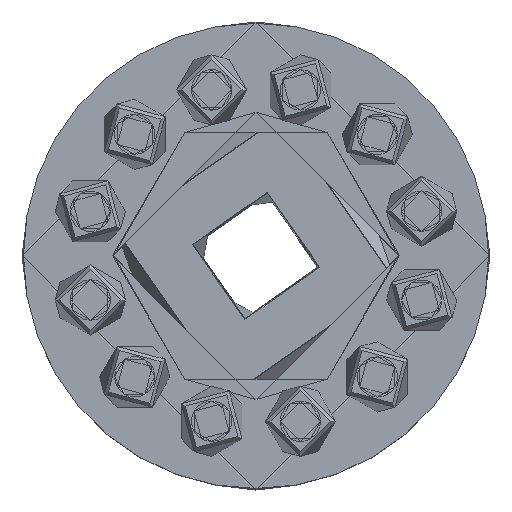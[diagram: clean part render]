
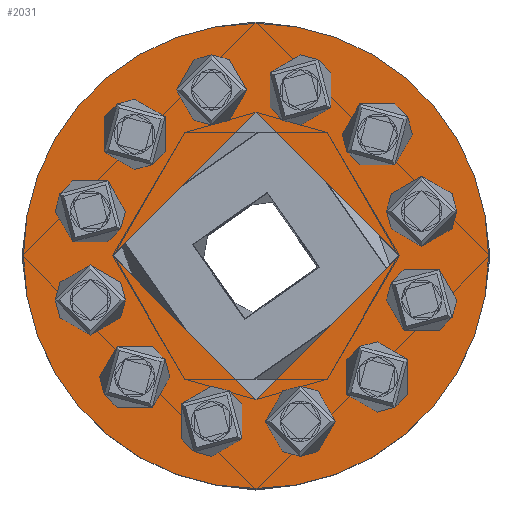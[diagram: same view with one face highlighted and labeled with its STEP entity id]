
A CAD part, top view. The second image highlights one B-rep face of the part: STEP entity #2031.
In plain terms, the highlighted face is planar.
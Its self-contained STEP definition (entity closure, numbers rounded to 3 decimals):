
#2031 = ADVANCED_FACE('',(#2032,#2043,#2054,#2065,#2076,#2087,#2098,
    #2109,#2120,#2131,#2142,#2153,#2164,#2175),#2186,.F.);
#2032 = FACE_BOUND('',#2033,.T.);
#2033 = EDGE_LOOP('',(#2034));
#2034 = ORIENTED_EDGE('',*,*,#2035,.T.);
#2035 = EDGE_CURVE('',#2036,#2036,#2038,.T.);
#2036 = VERTEX_POINT('',#2037);
#2037 = CARTESIAN_POINT('',(-108.002,-34.164,0.));
#2038 = CIRCLE('',#2039,19.5);
#2039 = AXIS2_PLACEMENT_3D('',#2040,#2041,#2042);
#2040 = CARTESIAN_POINT('',(-127.502,-34.164,0.));
#2041 = DIRECTION('',(0.,0.,1.));
#2042 = DIRECTION('',(1.,0.,-0.));
#2043 = FACE_BOUND('',#2044,.T.);
#2044 = EDGE_LOOP('',(#2045));
#2045 = ORIENTED_EDGE('',*,*,#2046,.T.);
#2046 = EDGE_CURVE('',#2047,#2047,#2049,.T.);
#2047 = VERTEX_POINT('',#2048);
#2048 = CARTESIAN_POINT('',(-108.002,34.164,0.));
#2049 = CIRCLE('',#2050,19.5);
#2050 = AXIS2_PLACEMENT_3D('',#2051,#2052,#2053);
#2051 = CARTESIAN_POINT('',(-127.502,34.164,0.));
#2052 = DIRECTION('',(0.,0.,1.));
#2053 = DIRECTION('',(1.,0.,-0.));
#2054 = FACE_BOUND('',#2055,.T.);
#2055 = EDGE_LOOP('',(#2056));
#2056 = ORIENTED_EDGE('',*,*,#2057,.T.);
#2057 = EDGE_CURVE('',#2058,#2058,#2060,.T.);
#2058 = VERTEX_POINT('',#2059);
#2059 = CARTESIAN_POINT('',(-73.838,93.338,0.));
#2060 = CIRCLE('',#2061,19.5);
#2061 = AXIS2_PLACEMENT_3D('',#2062,#2063,#2064);
#2062 = CARTESIAN_POINT('',(-93.338,93.338,0.));
#2063 = DIRECTION('',(0.,0.,1.));
#2064 = DIRECTION('',(1.,0.,-0.));
#2065 = FACE_BOUND('',#2066,.T.);
#2066 = EDGE_LOOP('',(#2067));
#2067 = ORIENTED_EDGE('',*,*,#2068,.T.);
#2068 = EDGE_CURVE('',#2069,#2069,#2071,.T.);
#2069 = VERTEX_POINT('',#2070);
#2070 = CARTESIAN_POINT('',(-14.664,127.502,0.));
#2071 = CIRCLE('',#2072,19.5);
#2072 = AXIS2_PLACEMENT_3D('',#2073,#2074,#2075);
#2073 = CARTESIAN_POINT('',(-34.164,127.502,0.));
#2074 = DIRECTION('',(0.,0.,1.));
#2075 = DIRECTION('',(1.,0.,-0.));
#2076 = FACE_BOUND('',#2077,.T.);
#2077 = EDGE_LOOP('',(#2078));
#2078 = ORIENTED_EDGE('',*,*,#2079,.T.);
#2079 = EDGE_CURVE('',#2080,#2080,#2082,.T.);
#2080 = VERTEX_POINT('',#2081);
#2081 = CARTESIAN_POINT('',(53.664,127.502,0.));
#2082 = CIRCLE('',#2083,19.5);
#2083 = AXIS2_PLACEMENT_3D('',#2084,#2085,#2086);
#2084 = CARTESIAN_POINT('',(34.164,127.502,0.));
#2085 = DIRECTION('',(0.,0.,1.));
#2086 = DIRECTION('',(1.,0.,-0.));
#2087 = FACE_BOUND('',#2088,.T.);
#2088 = EDGE_LOOP('',(#2089));
#2089 = ORIENTED_EDGE('',*,*,#2090,.T.);
#2090 = EDGE_CURVE('',#2091,#2091,#2093,.T.);
#2091 = VERTEX_POINT('',#2092);
#2092 = CARTESIAN_POINT('',(112.838,93.338,0.));
#2093 = CIRCLE('',#2094,19.5);
#2094 = AXIS2_PLACEMENT_3D('',#2095,#2096,#2097);
#2095 = CARTESIAN_POINT('',(93.338,93.338,0.));
#2096 = DIRECTION('',(0.,0.,1.));
#2097 = DIRECTION('',(1.,0.,-0.));
#2098 = FACE_BOUND('',#2099,.T.);
#2099 = EDGE_LOOP('',(#2100));
#2100 = ORIENTED_EDGE('',*,*,#2101,.T.);
#2101 = EDGE_CURVE('',#2102,#2102,#2104,.T.);
#2102 = VERTEX_POINT('',#2103);
#2103 = CARTESIAN_POINT('',(147.002,34.164,0.));
#2104 = CIRCLE('',#2105,19.5);
#2105 = AXIS2_PLACEMENT_3D('',#2106,#2107,#2108);
#2106 = CARTESIAN_POINT('',(127.502,34.164,0.));
#2107 = DIRECTION('',(0.,0.,1.));
#2108 = DIRECTION('',(1.,0.,-0.));
#2109 = FACE_BOUND('',#2110,.T.);
#2110 = EDGE_LOOP('',(#2111));
#2111 = ORIENTED_EDGE('',*,*,#2112,.T.);
#2112 = EDGE_CURVE('',#2113,#2113,#2115,.T.);
#2113 = VERTEX_POINT('',#2114);
#2114 = CARTESIAN_POINT('',(147.002,-34.164,0.));
#2115 = CIRCLE('',#2116,19.5);
#2116 = AXIS2_PLACEMENT_3D('',#2117,#2118,#2119);
#2117 = CARTESIAN_POINT('',(127.502,-34.164,0.));
#2118 = DIRECTION('',(0.,0.,1.));
#2119 = DIRECTION('',(1.,0.,-0.));
#2120 = FACE_BOUND('',#2121,.T.);
#2121 = EDGE_LOOP('',(#2122));
#2122 = ORIENTED_EDGE('',*,*,#2123,.T.);
#2123 = EDGE_CURVE('',#2124,#2124,#2126,.T.);
#2124 = VERTEX_POINT('',#2125);
#2125 = CARTESIAN_POINT('',(112.838,-93.338,0.));
#2126 = CIRCLE('',#2127,19.5);
#2127 = AXIS2_PLACEMENT_3D('',#2128,#2129,#2130);
#2128 = CARTESIAN_POINT('',(93.338,-93.338,0.));
#2129 = DIRECTION('',(0.,0.,1.));
#2130 = DIRECTION('',(1.,0.,-0.));
#2131 = FACE_BOUND('',#2132,.T.);
#2132 = EDGE_LOOP('',(#2133));
#2133 = ORIENTED_EDGE('',*,*,#2134,.T.);
#2134 = EDGE_CURVE('',#2135,#2135,#2137,.T.);
#2135 = VERTEX_POINT('',#2136);
#2136 = CARTESIAN_POINT('',(53.664,-127.502,0.));
#2137 = CIRCLE('',#2138,19.5);
#2138 = AXIS2_PLACEMENT_3D('',#2139,#2140,#2141);
#2139 = CARTESIAN_POINT('',(34.164,-127.502,0.));
#2140 = DIRECTION('',(0.,0.,1.));
#2141 = DIRECTION('',(1.,0.,-0.));
#2142 = FACE_BOUND('',#2143,.T.);
#2143 = EDGE_LOOP('',(#2144));
#2144 = ORIENTED_EDGE('',*,*,#2145,.T.);
#2145 = EDGE_CURVE('',#2146,#2146,#2148,.T.);
#2146 = VERTEX_POINT('',#2147);
#2147 = CARTESIAN_POINT('',(-14.664,-127.502,0.));
#2148 = CIRCLE('',#2149,19.5);
#2149 = AXIS2_PLACEMENT_3D('',#2150,#2151,#2152);
#2150 = CARTESIAN_POINT('',(-34.164,-127.502,0.));
#2151 = DIRECTION('',(0.,0.,1.));
#2152 = DIRECTION('',(1.,0.,-0.));
#2153 = FACE_BOUND('',#2154,.T.);
#2154 = EDGE_LOOP('',(#2155));
#2155 = ORIENTED_EDGE('',*,*,#2156,.T.);
#2156 = EDGE_CURVE('',#2157,#2157,#2159,.T.);
#2157 = VERTEX_POINT('',#2158);
#2158 = CARTESIAN_POINT('',(-73.838,-93.338,0.));
#2159 = CIRCLE('',#2160,19.5);
#2160 = AXIS2_PLACEMENT_3D('',#2161,#2162,#2163);
#2161 = CARTESIAN_POINT('',(-93.338,-93.338,0.));
#2162 = DIRECTION('',(0.,0.,1.));
#2163 = DIRECTION('',(1.,0.,-0.));
#2164 = FACE_BOUND('',#2165,.T.);
#2165 = EDGE_LOOP('',(#2166));
#2166 = ORIENTED_EDGE('',*,*,#2167,.T.);
#2167 = EDGE_CURVE('',#2168,#2168,#2170,.T.);
#2168 = VERTEX_POINT('',#2169);
#2169 = CARTESIAN_POINT('',(179.,0.,0.));
#2170 = CIRCLE('',#2171,179.);
#2171 = AXIS2_PLACEMENT_3D('',#2172,#2173,#2174);
#2172 = CARTESIAN_POINT('',(0.,0.,0.));
#2173 = DIRECTION('',(0.,0.,-1.));
#2174 = DIRECTION('',(1.,0.,0.));
#2175 = FACE_BOUND('',#2176,.T.);
#2176 = EDGE_LOOP('',(#2177));
#2177 = ORIENTED_EDGE('',*,*,#2178,.T.);
#2178 = EDGE_CURVE('',#2179,#2179,#2181,.T.);
#2179 = VERTEX_POINT('',#2180);
#2180 = CARTESIAN_POINT('',(110.5,0.,0.));
#2181 = CIRCLE('',#2182,110.5);
#2182 = AXIS2_PLACEMENT_3D('',#2183,#2184,#2185);
#2183 = CARTESIAN_POINT('',(0.,0.,0.));
#2184 = DIRECTION('',(0.,0.,1.));
#2185 = DIRECTION('',(1.,0.,-0.));
#2186 = PLANE('',#2187);
#2187 = AXIS2_PLACEMENT_3D('',#2188,#2189,#2190);
#2188 = CARTESIAN_POINT('',(0.,0.,0.));
#2189 = DIRECTION('',(0.,0.,1.));
#2190 = DIRECTION('',(1.,0.,-0.));
